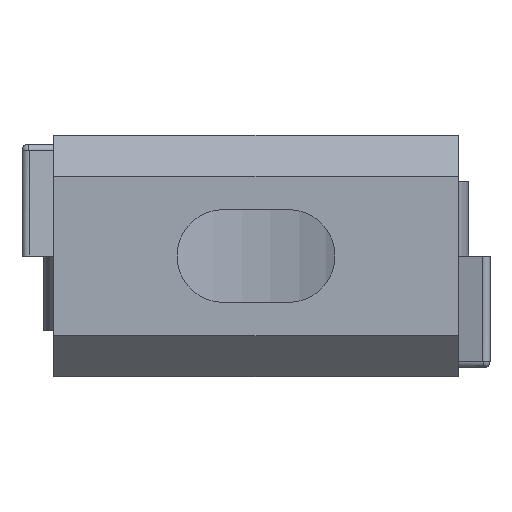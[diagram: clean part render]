
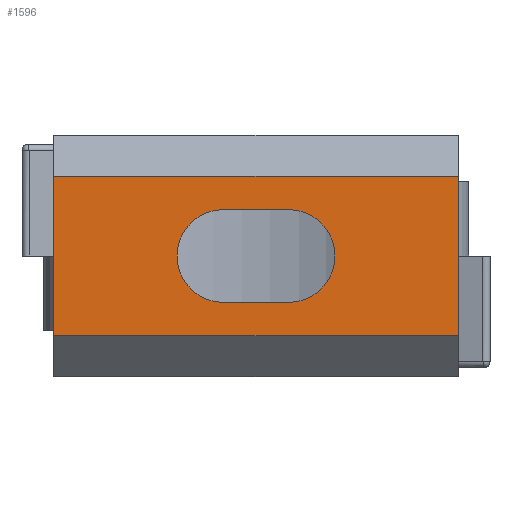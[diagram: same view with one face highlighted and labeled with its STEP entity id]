
A CAD part, front view. The second image highlights one B-rep face of the part: STEP entity #1596.
In plain terms, the highlighted planar face has unit normal (0, -1, 0).
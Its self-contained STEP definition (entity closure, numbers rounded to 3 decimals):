
#38 = CIRCLE ( 'NONE', #3199, 2.5 ) ;
#88 = CARTESIAN_POINT ( 'NONE',  ( 1.75, 0., 2.5 ) ) ;
#93 = LINE ( 'NONE', #3815, #4080 ) ;
#158 = EDGE_CURVE ( 'NONE', #3396, #1453, #3961, .T. ) ;
#204 = CARTESIAN_POINT ( 'NONE',  ( -10.9, 0., 4.3 ) ) ;
#231 = VERTEX_POINT ( 'NONE', #3223 ) ;
#244 = CARTESIAN_POINT ( 'NONE',  ( -1.75, 0., -2.5 ) ) ;
#265 = CARTESIAN_POINT ( 'NONE',  ( 1.75, 0., -2.5 ) ) ;
#311 = CARTESIAN_POINT ( 'NONE',  ( 10.9, 0., -4.3 ) ) ;
#321 = DIRECTION ( 'NONE',  ( 1., 0., 0. ) ) ;
#368 = EDGE_CURVE ( 'NONE', #3396, #2727, #1345, .T. ) ;
#409 = DIRECTION ( 'NONE',  ( 0., 0., 1. ) ) ;
#444 = VERTEX_POINT ( 'NONE', #3361 ) ;
#500 = DIRECTION ( 'NONE',  ( 0., 1., 0. ) ) ;
#529 = VECTOR ( 'NONE', #584, 1000. ) ;
#543 = PLANE ( 'NONE',  #1620 ) ;
#584 = DIRECTION ( 'NONE',  ( -1., 0., 0. ) ) ;
#643 = ORIENTED_EDGE ( 'NONE', *, *, #2464, .F. ) ;
#688 = LINE ( 'NONE', #3370, #529 ) ;
#700 = ORIENTED_EDGE ( 'NONE', *, *, #158, .F. ) ;
#809 = CARTESIAN_POINT ( 'NONE',  ( 10.9, 0., 4.3 ) ) ;
#817 = CARTESIAN_POINT ( 'NONE',  ( -10.9, 0., -6.5 ) ) ;
#868 = DIRECTION ( 'NONE',  ( 0., -1., 0. ) ) ;
#968 = FACE_BOUND ( 'NONE', #2015, .T. ) ;
#988 = ORIENTED_EDGE ( 'NONE', *, *, #3110, .T. ) ;
#1023 = CARTESIAN_POINT ( 'NONE',  ( 10.9, 0., -6.5 ) ) ;
#1030 = CARTESIAN_POINT ( 'NONE',  ( -1.75, 0., 0. ) ) ;
#1119 = EDGE_CURVE ( 'NONE', #3747, #231, #3246, .T. ) ;
#1192 = VERTEX_POINT ( 'NONE', #204 ) ;
#1204 = DIRECTION ( 'NONE',  ( 0., 0., -1. ) ) ;
#1272 = DIRECTION ( 'NONE',  ( 0., 0., 1. ) ) ;
#1284 = VECTOR ( 'NONE', #3084, 1000. ) ;
#1333 = DIRECTION ( 'NONE',  ( 0., 1., 0. ) ) ;
#1345 = LINE ( 'NONE', #1023, #2099 ) ;
#1360 = CARTESIAN_POINT ( 'NONE',  ( 1.75, 0., 0. ) ) ;
#1453 = VERTEX_POINT ( 'NONE', #3497 ) ;
#1499 = EDGE_CURVE ( 'NONE', #2121, #3747, #38, .T. ) ;
#1596 = ADVANCED_FACE ( 'NONE', ( #1941, #968 ), #543, .T. ) ;
#1620 = AXIS2_PLACEMENT_3D ( 'NONE', #2816, #868, #1204 ) ;
#1691 = LINE ( 'NONE', #817, #1284 ) ;
#1941 = FACE_OUTER_BOUND ( 'NONE', #3746, .T. ) ;
#2009 = AXIS2_PLACEMENT_3D ( 'NONE', #1030, #500, #1272 ) ;
#2015 = EDGE_LOOP ( 'NONE', ( #4102, #2249, #988, #2919 ) ) ;
#2099 = VECTOR ( 'NONE', #409, 1000. ) ;
#2121 = VERTEX_POINT ( 'NONE', #88 ) ;
#2177 = VECTOR ( 'NONE', #2218, 1000. ) ;
#2195 = CARTESIAN_POINT ( 'NONE',  ( 10.9, 0., -4.3 ) ) ;
#2218 = DIRECTION ( 'NONE',  ( -1., 0., 0. ) ) ;
#2249 = ORIENTED_EDGE ( 'NONE', *, *, #1119, .T. ) ;
#2464 = EDGE_CURVE ( 'NONE', #1453, #1192, #1691, .T. ) ;
#2499 = DIRECTION ( 'NONE',  ( 0., 0., 1. ) ) ;
#2530 = VECTOR ( 'NONE', #4012, 1000. ) ;
#2727 = VERTEX_POINT ( 'NONE', #809 ) ;
#2816 = CARTESIAN_POINT ( 'NONE',  ( -10.9, 0., -6.5 ) ) ;
#2919 = ORIENTED_EDGE ( 'NONE', *, *, #3486, .T. ) ;
#3050 = CIRCLE ( 'NONE', #2009, 2.5 ) ;
#3084 = DIRECTION ( 'NONE',  ( 0., 0., 1. ) ) ;
#3110 = EDGE_CURVE ( 'NONE', #231, #444, #3050, .T. ) ;
#3199 = AXIS2_PLACEMENT_3D ( 'NONE', #1360, #1333, #2499 ) ;
#3223 = CARTESIAN_POINT ( 'NONE',  ( -1.75, 0., -2.5 ) ) ;
#3246 = LINE ( 'NONE', #244, #2530 ) ;
#3361 = CARTESIAN_POINT ( 'NONE',  ( -1.75, 0., 2.5 ) ) ;
#3370 = CARTESIAN_POINT ( 'NONE',  ( 10.9, 0., 4.3 ) ) ;
#3396 = VERTEX_POINT ( 'NONE', #311 ) ;
#3486 = EDGE_CURVE ( 'NONE', #444, #2121, #93, .T. ) ;
#3497 = CARTESIAN_POINT ( 'NONE',  ( -10.9, 0., -4.3 ) ) ;
#3560 = ORIENTED_EDGE ( 'NONE', *, *, #368, .T. ) ;
#3746 = EDGE_LOOP ( 'NONE', ( #700, #3560, #3802, #643 ) ) ;
#3747 = VERTEX_POINT ( 'NONE', #265 ) ;
#3771 = EDGE_CURVE ( 'NONE', #2727, #1192, #688, .T. ) ;
#3802 = ORIENTED_EDGE ( 'NONE', *, *, #3771, .T. ) ;
#3815 = CARTESIAN_POINT ( 'NONE',  ( -1.75, 0., 2.5 ) ) ;
#3961 = LINE ( 'NONE', #2195, #2177 ) ;
#4012 = DIRECTION ( 'NONE',  ( -1., 0., 0. ) ) ;
#4080 = VECTOR ( 'NONE', #321, 1000. ) ;
#4102 = ORIENTED_EDGE ( 'NONE', *, *, #1499, .T. ) ;
